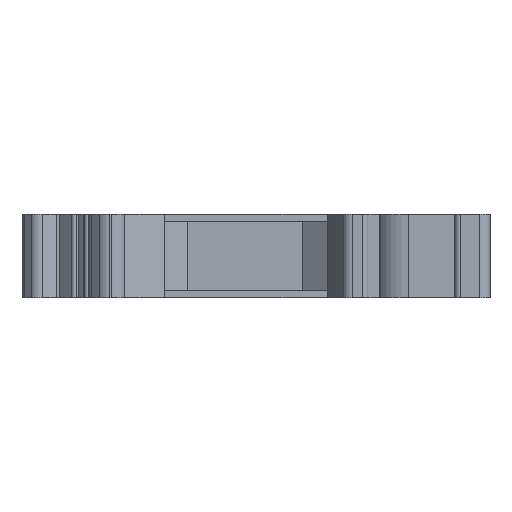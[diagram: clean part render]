
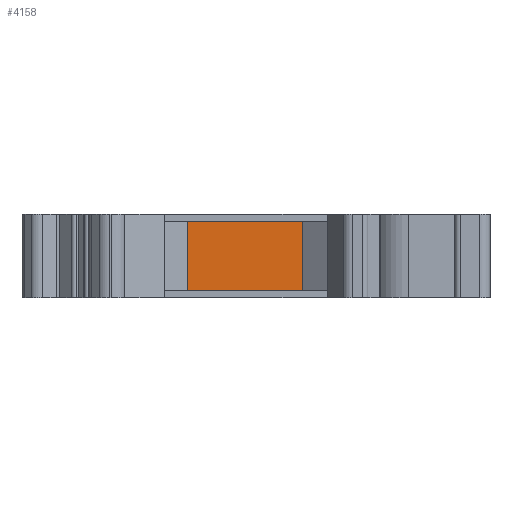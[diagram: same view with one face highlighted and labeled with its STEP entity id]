
A CAD part, left-side view. The second image highlights one B-rep face of the part: STEP entity #4158.
In plain terms, the highlighted planar face has unit normal (-1, 0, 0).
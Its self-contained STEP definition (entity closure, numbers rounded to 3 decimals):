
#1528=DIRECTION('',(0.,0.,1.));
#1529=VECTOR('',#1528,6.8);
#1530=CARTESIAN_POINT('',(-16.1,23.626,-3.4));
#1531=LINE('',#1530,#1529);
#1536=DIRECTION('',(0.,1.,0.));
#1537=VECTOR('',#1536,11.276);
#1538=CARTESIAN_POINT('',(-16.1,12.35,3.4));
#1539=LINE('',#1538,#1537);
#1576=DIRECTION('',(0.,1.,0.));
#1577=VECTOR('',#1576,11.276);
#1578=CARTESIAN_POINT('',(-16.1,12.35,-3.4));
#1579=LINE('',#1578,#1577);
#1596=DIRECTION('',(0.,0.,1.));
#1597=VECTOR('',#1596,6.8);
#1598=CARTESIAN_POINT('',(-16.1,12.35,-3.4));
#1599=LINE('',#1598,#1597);
#2769=CARTESIAN_POINT('',(-16.1,12.35,-3.4));
#2770=CARTESIAN_POINT('',(-16.1,23.626,-3.4));
#2771=VERTEX_POINT('',#2769);
#2772=VERTEX_POINT('',#2770);
#2777=CARTESIAN_POINT('',(-16.1,12.35,3.4));
#2778=CARTESIAN_POINT('',(-16.1,23.626,3.4));
#2779=VERTEX_POINT('',#2777);
#2780=VERTEX_POINT('',#2778);
#4146=CARTESIAN_POINT('',(-16.1,12.35,-3.4));
#4147=DIRECTION('',(1.,0.,0.));
#4148=DIRECTION('',(0.,1.,0.));
#4149=AXIS2_PLACEMENT_3D('',#4146,#4147,#4148);
#4150=PLANE('',#4149);
#4151=ORIENTED_EDGE('',*,*,#4123,.T.);
#4152=ORIENTED_EDGE('',*,*,#4051,.T.);
#4153=ORIENTED_EDGE('',*,*,#4067,.F.);
#4155=ORIENTED_EDGE('',*,*,#4154,.F.);
#4156=EDGE_LOOP('',(#4151,#4152,#4153,#4155));
#4157=FACE_OUTER_BOUND('',#4156,.F.);
#4158=ADVANCED_FACE('',(#4157),#4150,.F.);
#4051=EDGE_CURVE('',#2772,#2780,#1531,.T.);
#4067=EDGE_CURVE('',#2779,#2780,#1539,.T.);
#4123=EDGE_CURVE('',#2771,#2772,#1579,.T.);
#4154=EDGE_CURVE('',#2771,#2779,#1599,.T.);
